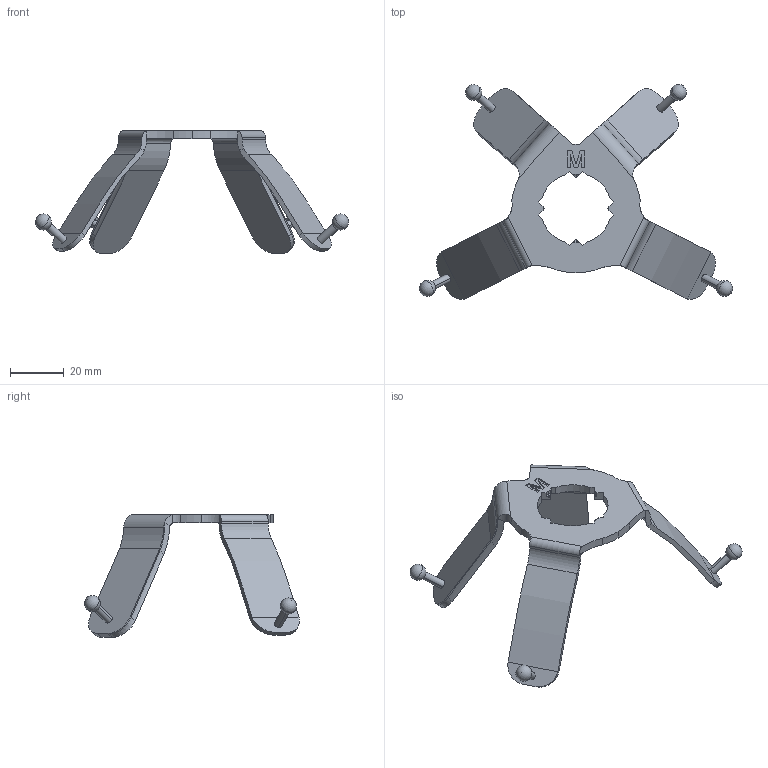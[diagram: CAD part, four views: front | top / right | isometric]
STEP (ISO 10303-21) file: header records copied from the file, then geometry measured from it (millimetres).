
FILE_DESCRIPTION (( 'STEP AP203' ), '1' );
FILE_NAME ('Mark Harness v4.STEP', '2020-04-27T19:46:34', ( '' ), ( '' ), 'SwSTEP 2.0', 'SolidWorks 2018', '' );
FILE_SCHEMA (( 'CONFIG_CONTROL_DESIGN' ));
Length unit declared in the file: millimetre
Products named in the file (1): Mark Harness v4
Bounding box: 116.71 x 80.19 x 45.78 mm (x, y, z)
Volume: 14105.4 mm3; surface area: 13371.5 mm2
Topology: 1 solids, 1 shells, 166 faces, 477 edges, 314 vertices
Faces by surface type: plane 80, cylinder 60, torus 10, sphere 8, bspline 8
Entity records: 5798 total; most frequent: CARTESIAN_POINT 1514, ORIENTED_EDGE 918, DIRECTION 841, EDGE_CURVE 459, VERTEX_POINT 304, AXIS2_PLACEMENT_3D 291, LINE 259, VECTOR 259
